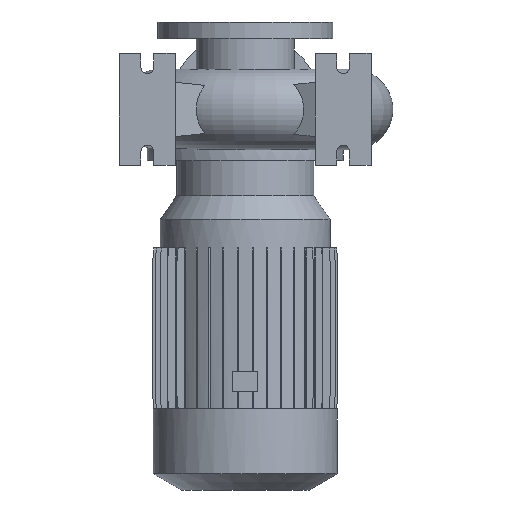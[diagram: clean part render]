
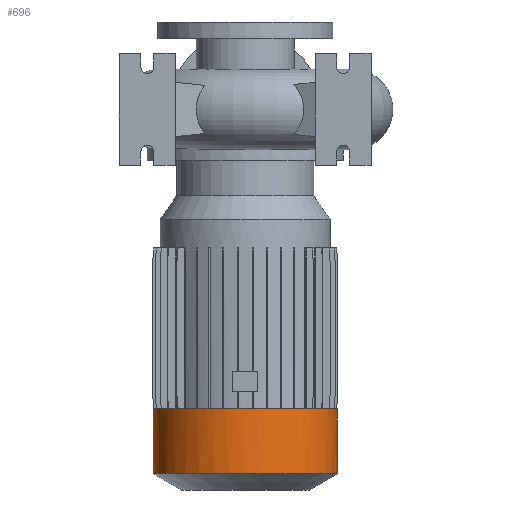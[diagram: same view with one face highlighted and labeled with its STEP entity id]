
A CAD part, front view. The second image highlights one B-rep face of the part: STEP entity #696.
In plain terms, the highlighted cylindrical face has radius 131.5 mm (diameter 263 mm), a partial arc.
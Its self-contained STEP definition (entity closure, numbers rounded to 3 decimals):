
#144 = VERTEX_POINT ( 'NONE', #10765 ) ;
#331 = DIRECTION ( 'NONE',  ( 0., 0., 1. ) ) ;
#445 = CARTESIAN_POINT ( 'NONE',  ( -131.5, 0., -428. ) ) ;
#696 = ADVANCED_FACE ( 'NONE', ( #3061 ), #7656, .T. ) ;
#1173 = VECTOR ( 'NONE', #9549, 1000. ) ;
#1590 = VERTEX_POINT ( 'NONE', #7433 ) ;
#1602 = EDGE_LOOP ( 'NONE', ( #8962, #5357, #8672, #11916 ) ) ;
#2128 = DIRECTION ( 'NONE',  ( 0., 0., 1. ) ) ;
#2147 = LINE ( 'NONE', #9292, #2304 ) ;
#2304 = VECTOR ( 'NONE', #3362, 1000. ) ;
#2319 = AXIS2_PLACEMENT_3D ( 'NONE', #13507, #2128, #4388 ) ;
#3061 = FACE_OUTER_BOUND ( 'NONE', #1602, .T. ) ;
#3142 = DIRECTION ( 'NONE',  ( 1., 0., 0. ) ) ;
#3362 = DIRECTION ( 'NONE',  ( 0., 0., 1. ) ) ;
#4013 = CIRCLE ( 'NONE', #12436, 131.5 ) ;
#4388 = DIRECTION ( 'NONE',  ( 1., 0., 0. ) ) ;
#5145 = DIRECTION ( 'NONE',  ( 1., 0., 0. ) ) ;
#5357 = ORIENTED_EDGE ( 'NONE', *, *, #5834, .T. ) ;
#5376 = EDGE_CURVE ( 'NONE', #13040, #13529, #2147, .T. ) ;
#5834 = EDGE_CURVE ( 'NONE', #13040, #144, #7363, .T. ) ;
#6149 = CARTESIAN_POINT ( 'NONE',  ( 131.5, 0., 125. ) ) ;
#6281 = CARTESIAN_POINT ( 'NONE',  ( -131.5, 0., -520.8 ) ) ;
#7363 = CIRCLE ( 'NONE', #2319, 131.5 ) ;
#7433 = CARTESIAN_POINT ( 'NONE',  ( 131.5, 0., -428. ) ) ;
#7656 = CYLINDRICAL_SURFACE ( 'NONE', #11380, 131.5 ) ;
#8672 = ORIENTED_EDGE ( 'NONE', *, *, #9801, .T. ) ;
#8862 = DIRECTION ( 'NONE',  ( 0., 0., 1. ) ) ;
#8962 = ORIENTED_EDGE ( 'NONE', *, *, #5376, .F. ) ;
#9292 = CARTESIAN_POINT ( 'NONE',  ( -131.5, 0., 125. ) ) ;
#9549 = DIRECTION ( 'NONE',  ( 0., 0., 1. ) ) ;
#9801 = EDGE_CURVE ( 'NONE', #144, #1590, #12866, .T. ) ;
#10645 = CARTESIAN_POINT ( 'NONE',  ( 0., 0., -428. ) ) ;
#10765 = CARTESIAN_POINT ( 'NONE',  ( 131.5, 0., -520.8 ) ) ;
#11380 = AXIS2_PLACEMENT_3D ( 'NONE', #12249, #8862, #3142 ) ;
#11916 = ORIENTED_EDGE ( 'NONE', *, *, #14335, .F. ) ;
#12249 = CARTESIAN_POINT ( 'NONE',  ( 0., 0., 125. ) ) ;
#12436 = AXIS2_PLACEMENT_3D ( 'NONE', #10645, #331, #5145 ) ;
#12866 = LINE ( 'NONE', #6149, #1173 ) ;
#13040 = VERTEX_POINT ( 'NONE', #6281 ) ;
#13507 = CARTESIAN_POINT ( 'NONE',  ( 0., 0., -520.8 ) ) ;
#13529 = VERTEX_POINT ( 'NONE', #445 ) ;
#14335 = EDGE_CURVE ( 'NONE', #13529, #1590, #4013, .T. ) ;
